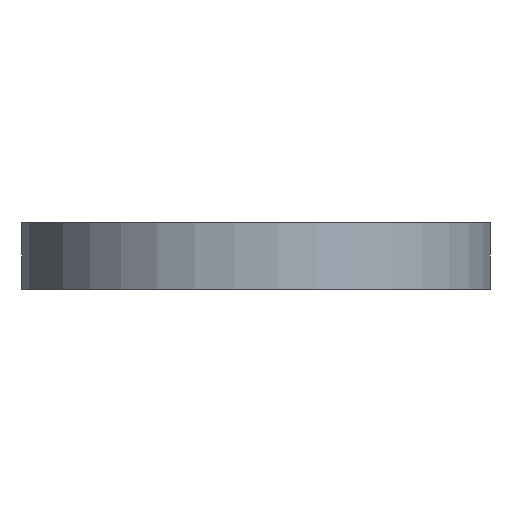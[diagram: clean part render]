
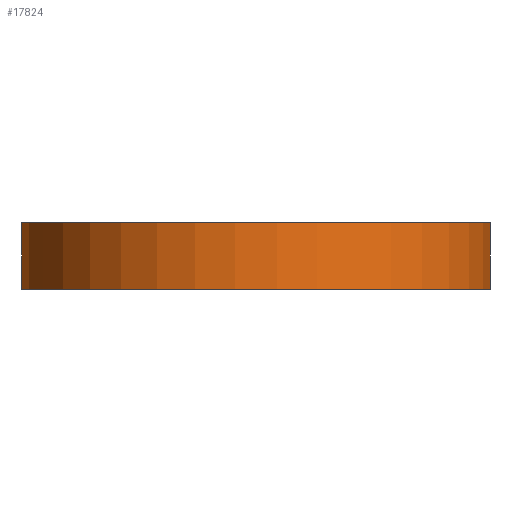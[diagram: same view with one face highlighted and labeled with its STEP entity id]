
A CAD part, left-side view. The second image highlights one B-rep face of the part: STEP entity #17824.
In plain terms, the highlighted cylindrical face has radius 21.099 mm (diameter 42.197 mm), a partial arc.
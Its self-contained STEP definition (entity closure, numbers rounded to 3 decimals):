
#203=CIRCLE('',#19025,21.099);
#204=CIRCLE('',#19026,21.099);
#1288=CYLINDRICAL_SURFACE('',#19024,21.099);
#1836=FACE_OUTER_BOUND('',#2926,.T.);
#2926=EDGE_LOOP('',(#11851,#11852,#11853,#11854));
#4020=LINE('',#27213,#5656);
#4026=LINE('',#27228,#5662);
#5656=VECTOR('',#21218,10.);
#5662=VECTOR('',#21232,10.);
#7291=VERTEX_POINT('',#27209);
#7293=VERTEX_POINT('',#27212);
#7297=VERTEX_POINT('',#27224);
#7298=VERTEX_POINT('',#27226);
#9112=EDGE_CURVE('',#7291,#7293,#4020,.T.);
#9120=EDGE_CURVE('',#7297,#7298,#4026,.T.);
#9121=EDGE_CURVE('',#7297,#7291,#203,.T.);
#9122=EDGE_CURVE('',#7293,#7298,#204,.T.);
#11851=ORIENTED_EDGE('',*,*,#9121,.F.);
#11852=ORIENTED_EDGE('',*,*,#9120,.T.);
#11853=ORIENTED_EDGE('',*,*,#9122,.F.);
#11854=ORIENTED_EDGE('',*,*,#9112,.F.);
#17824=ADVANCED_FACE('',(#1836),#1288,.T.);
#19024=AXIS2_PLACEMENT_3D('',#27229,#21233,#21234);
#19025=AXIS2_PLACEMENT_3D('',#27230,#21235,#21236);
#19026=AXIS2_PLACEMENT_3D('',#27231,#21237,#21238);
#21218=DIRECTION('',(0.,0.,-1.));
#21232=DIRECTION('',(0.,0.,-1.));
#21233=DIRECTION('center_axis',(0.,0.,-1.));
#21234=DIRECTION('ref_axis',(-1.,0.,0.));
#21235=DIRECTION('center_axis',(0.,0.,1.));
#21236=DIRECTION('ref_axis',(0.263,0.965,0.));
#21237=DIRECTION('center_axis',(0.,0.,-1.));
#21238=DIRECTION('ref_axis',(0.263,0.965,0.));
#27209=CARTESIAN_POINT('',(-70.051,-7.979,0.));
#27212=CARTESIAN_POINT('',(-70.051,-7.979,-6.));
#27213=CARTESIAN_POINT('',(-70.051,-7.979,0.));
#27224=CARTESIAN_POINT('',(-70.051,32.729,0.));
#27226=CARTESIAN_POINT('',(-70.051,32.729,-6.));
#27228=CARTESIAN_POINT('',(-70.051,32.729,0.));
#27229=CARTESIAN_POINT('Origin',(-75.607,12.375,0.));
#27230=CARTESIAN_POINT('Origin',(-75.607,12.375,0.));
#27231=CARTESIAN_POINT('Origin',(-75.607,12.375,-6.));
